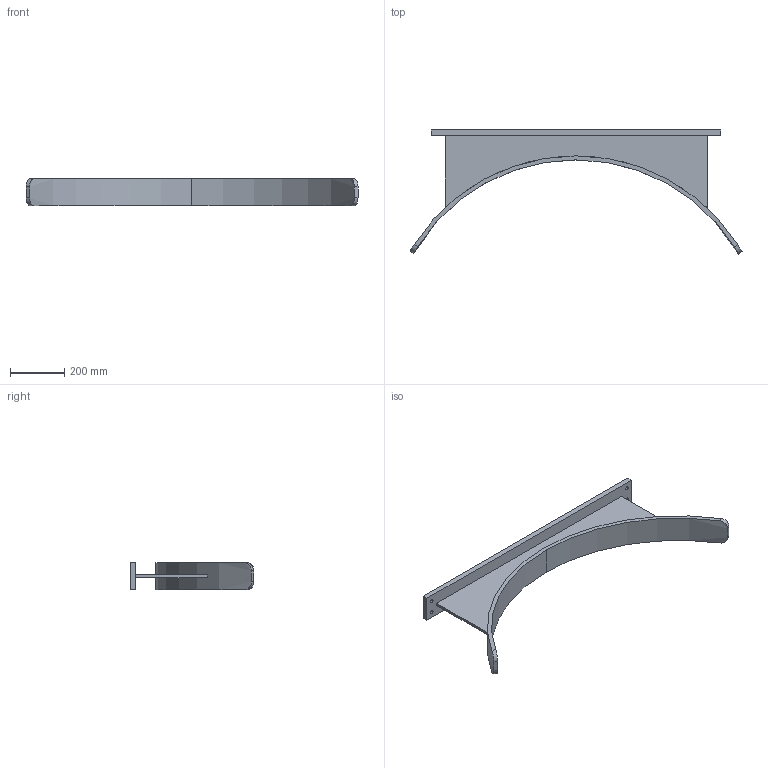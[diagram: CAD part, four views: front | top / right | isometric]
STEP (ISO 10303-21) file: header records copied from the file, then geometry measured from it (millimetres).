
FILE_DESCRIPTION(('CoCreate Modeling STEP Export'),'2;1');
FILE_NAME('support.stp','2011-12-12T12:38:03',(''),(''),'CoCreate Modeling STEP processor for AP214 (Solid Model)','CoCreate Modeling 16.00A 16-Aug-2008 (C) Parametric Technology GmbH','');
FILE_SCHEMA(('AUTOMOTIVE_DESIGN { 1 0 10303 214 1 1 1 1 }'));
Length unit declared in the file: millimetre
Products named in the file (5): pad; plate; base; support.1; support
Assembly tree (4 placements, depth 3):
  support
    support.1
      base
      plate
      pad
Bounding box: 1221.09 x 455.98 x 102.5 mm (x, y, z)
Volume: 5591791.7 mm3; surface area: 882807.5 mm2
Topology: 3 solids, 3 shells, 31 faces, 75 edges, 50 vertices
Faces by surface type: cylinder 16, plane 15
Entity records: 2504 total; most frequent: CARTESIAN_POINT 1676, ORIENTED_EDGE 150, DIRECTION 133, EDGE_CURVE 75, VERTEX_POINT 50, AXIS2_PLACEMENT_3D 45, VECTOR 43, LINE 43
